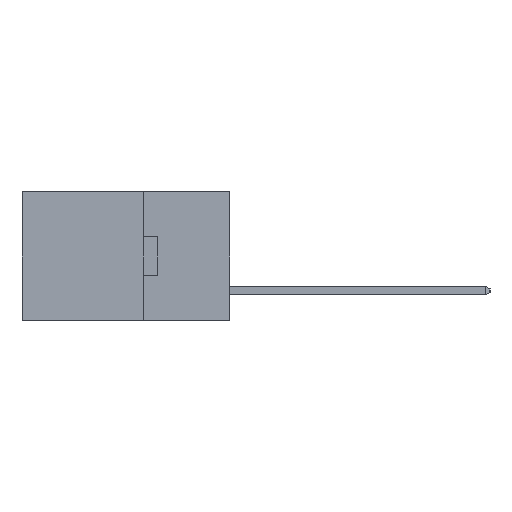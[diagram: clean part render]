
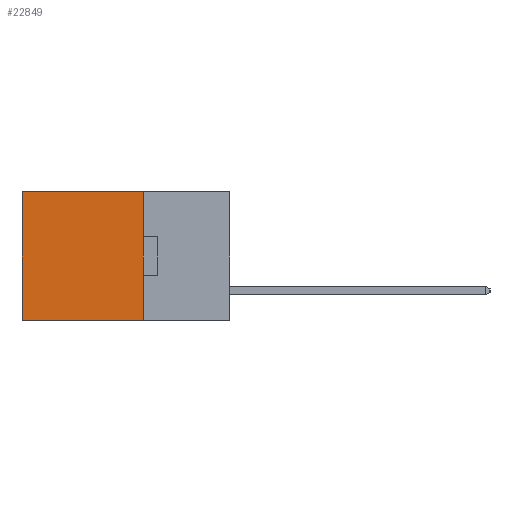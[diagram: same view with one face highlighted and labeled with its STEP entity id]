
A CAD part, left-side view. The second image highlights one B-rep face of the part: STEP entity #22849.
In plain terms, the highlighted planar face has unit normal (-1, 0, 0).
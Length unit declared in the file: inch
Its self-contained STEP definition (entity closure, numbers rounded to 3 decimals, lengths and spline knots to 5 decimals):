
#972 = AXIS2_PLACEMENT_3D ( 'NONE', #26277, #1990, #16572 ) ;
#1301 = VERTEX_POINT ( 'NONE', #16356 ) ;
#1672 = DIRECTION ( 'NONE',  ( 0., 1., 0. ) ) ;
#1979 = CARTESIAN_POINT ( 'NONE',  ( 0.2615, 0.25, -0.37 ) ) ;
#1990 = DIRECTION ( 'NONE',  ( 1., 0., 0. ) ) ;
#2455 = LINE ( 'NONE', #1979, #23544 ) ;
#2837 = ORIENTED_EDGE ( 'NONE', *, *, #4300, .F. ) ;
#4208 = VERTEX_POINT ( 'NONE', #8590 ) ;
#4300 = EDGE_CURVE ( 'NONE', #20296, #12302, #2455, .T. ) ;
#4855 = DIRECTION ( 'NONE',  ( 0., 0., -1. ) ) ;
#4918 = CARTESIAN_POINT ( 'NONE',  ( 0.2615, 0.25, -0.37 ) ) ;
#4939 = CARTESIAN_POINT ( 'NONE',  ( 0.2615, 0.6, -0.37 ) ) ;
#6347 = EDGE_CURVE ( 'NONE', #4208, #12302, #17888, .T. ) ;
#8590 = CARTESIAN_POINT ( 'NONE',  ( 0.2615, 0.6, 0. ) ) ;
#11452 = DIRECTION ( 'NONE',  ( 0., 0., -1. ) ) ;
#11541 = CARTESIAN_POINT ( 'NONE',  ( 0.2615, 0.6, -0.37 ) ) ;
#11915 = LINE ( 'NONE', #4918, #16009 ) ;
#12302 = VERTEX_POINT ( 'NONE', #4939 ) ;
#12318 = EDGE_CURVE ( 'NONE', #1301, #20296, #11915, .T. ) ;
#12466 = ORIENTED_EDGE ( 'NONE', *, *, #6347, .T. ) ;
#12528 = PLANE ( 'NONE',  #972 ) ;
#12580 = VECTOR ( 'NONE', #11452, 39.37008 ) ;
#12763 = EDGE_CURVE ( 'NONE', #1301, #4208, #25154, .T. ) ;
#14108 = CARTESIAN_POINT ( 'NONE',  ( 0.2615, 0.25, 0. ) ) ;
#16009 = VECTOR ( 'NONE', #4855, 39.37008 ) ;
#16140 = DIRECTION ( 'NONE',  ( 0., 1., 0. ) ) ;
#16356 = CARTESIAN_POINT ( 'NONE',  ( 0.2615, 0.25, 0. ) ) ;
#16432 = CARTESIAN_POINT ( 'NONE',  ( 0.2615, 0.25, -0.37 ) ) ;
#16572 = DIRECTION ( 'NONE',  ( 0., 0., -1. ) ) ;
#17888 = LINE ( 'NONE', #11541, #12580 ) ;
#18088 = EDGE_LOOP ( 'NONE', ( #12466, #2837, #25553, #18887 ) ) ;
#18887 = ORIENTED_EDGE ( 'NONE', *, *, #12763, .T. ) ;
#19871 = FACE_OUTER_BOUND ( 'NONE', #18088, .T. ) ;
#20296 = VERTEX_POINT ( 'NONE', #16432 ) ;
#22849 = ADVANCED_FACE ( 'NONE', ( #19871 ), #12528, .F. ) ;
#23544 = VECTOR ( 'NONE', #1672, 39.37008 ) ;
#24569 = VECTOR ( 'NONE', #16140, 39.37008 ) ;
#25154 = LINE ( 'NONE', #14108, #24569 ) ;
#25553 = ORIENTED_EDGE ( 'NONE', *, *, #12318, .F. ) ;
#26277 = CARTESIAN_POINT ( 'NONE',  ( 0.2615, 0.25, -0.37 ) ) ;
